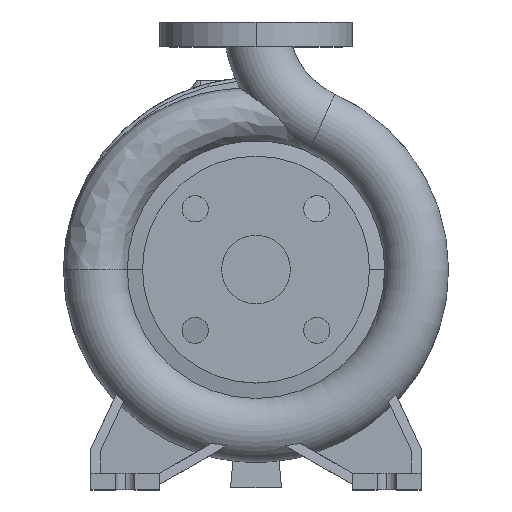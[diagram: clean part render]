
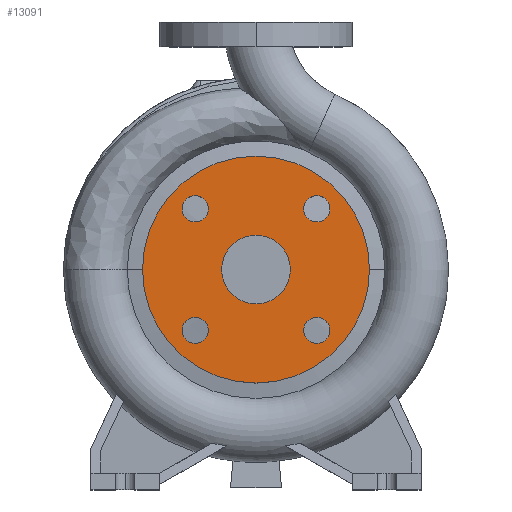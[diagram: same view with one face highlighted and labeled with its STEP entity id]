
A CAD part, top view. The second image highlights one B-rep face of the part: STEP entity #13091.
In plain terms, the highlighted planar face has unit normal (0, 0, 1).
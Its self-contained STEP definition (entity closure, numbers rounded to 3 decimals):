
#63 = CARTESIAN_POINT ( 'NONE',  ( -44.194, -44.194, 80. ) ) ;
#64 = AXIS2_PLACEMENT_3D ( 'NONE', #12368, #2849, #1876 ) ;
#127 = CARTESIAN_POINT ( 'NONE',  ( -25., 0., 80. ) ) ;
#142 = DIRECTION ( 'NONE',  ( 0., 0., 1. ) ) ;
#174 = AXIS2_PLACEMENT_3D ( 'NONE', #9926, #142, #2509 ) ;
#282 = AXIS2_PLACEMENT_3D ( 'NONE', #757, #12434, #5925 ) ;
#375 = AXIS2_PLACEMENT_3D ( 'NONE', #7820, #11036, #7543 ) ;
#379 = EDGE_LOOP ( 'NONE', ( #3163, #3256 ) ) ;
#621 = CARTESIAN_POINT ( 'NONE',  ( 82.5, 0., 80. ) ) ;
#747 = EDGE_CURVE ( 'NONE', #10205, #4663, #1266, .T. ) ;
#757 = CARTESIAN_POINT ( 'NONE',  ( 44.194, -44.194, 80. ) ) ;
#946 = DIRECTION ( 'NONE',  ( 0., 0., 1. ) ) ;
#980 = AXIS2_PLACEMENT_3D ( 'NONE', #8771, #1163, #12980 ) ;
#995 = ORIENTED_EDGE ( 'NONE', *, *, #13112, .F. ) ;
#1163 = DIRECTION ( 'NONE',  ( 0., 0., 1. ) ) ;
#1175 = CARTESIAN_POINT ( 'NONE',  ( -53.694, 44.194, 80. ) ) ;
#1266 = CIRCLE ( 'NONE', #375, 9.5 ) ;
#1478 = EDGE_CURVE ( 'NONE', #1727, #7417, #13565, .T. ) ;
#1662 = CARTESIAN_POINT ( 'NONE',  ( -34.694, -44.194, 80. ) ) ;
#1727 = VERTEX_POINT ( 'NONE', #127 ) ;
#1734 = PLANE ( 'NONE',  #10566 ) ;
#1759 = CARTESIAN_POINT ( 'NONE',  ( 53.694, 44.194, 80. ) ) ;
#1876 = DIRECTION ( 'NONE',  ( 1., 0., 0. ) ) ;
#1917 = VERTEX_POINT ( 'NONE', #12356 ) ;
#1984 = DIRECTION ( 'NONE',  ( 1., 0., 0. ) ) ;
#2071 = CIRCLE ( 'NONE', #4747, 82.5 ) ;
#2294 = CIRCLE ( 'NONE', #10338, 9.5 ) ;
#2509 = DIRECTION ( 'NONE',  ( 1., 0., 0. ) ) ;
#2785 = FACE_BOUND ( 'NONE', #379, .T. ) ;
#2849 = DIRECTION ( 'NONE',  ( 0., 0., 1. ) ) ;
#2973 = CARTESIAN_POINT ( 'NONE',  ( 44.194, -44.194, 80. ) ) ;
#3045 = ORIENTED_EDGE ( 'NONE', *, *, #747, .F. ) ;
#3163 = ORIENTED_EDGE ( 'NONE', *, *, #6047, .F. ) ;
#3187 = AXIS2_PLACEMENT_3D ( 'NONE', #11013, #10737, #5701 ) ;
#3256 = ORIENTED_EDGE ( 'NONE', *, *, #1478, .F. ) ;
#3522 = EDGE_LOOP ( 'NONE', ( #10385, #13627 ) ) ;
#3764 = FACE_OUTER_BOUND ( 'NONE', #3522, .T. ) ;
#3835 = CARTESIAN_POINT ( 'NONE',  ( 25., 0., 80. ) ) ;
#3899 = DIRECTION ( 'NONE',  ( 0., 0., -1. ) ) ;
#4016 = DIRECTION ( 'NONE',  ( 1., 0., 0. ) ) ;
#4203 = VERTEX_POINT ( 'NONE', #621 ) ;
#4248 = CIRCLE ( 'NONE', #12303, 82.5 ) ;
#4375 = CARTESIAN_POINT ( 'NONE',  ( 53.694, -44.194, 80. ) ) ;
#4453 = CARTESIAN_POINT ( 'NONE',  ( -34.694, 44.194, 80. ) ) ;
#4531 = ORIENTED_EDGE ( 'NONE', *, *, #8985, .F. ) ;
#4631 = ORIENTED_EDGE ( 'NONE', *, *, #7420, .F. ) ;
#4663 = VERTEX_POINT ( 'NONE', #10371 ) ;
#4747 = AXIS2_PLACEMENT_3D ( 'NONE', #7445, #13804, #1984 ) ;
#4748 = CARTESIAN_POINT ( 'NONE',  ( 44.194, 44.194, 80. ) ) ;
#4795 = CARTESIAN_POINT ( 'NONE',  ( 0., 0., 80. ) ) ;
#4874 = FACE_BOUND ( 'NONE', #6265, .T. ) ;
#4881 = DIRECTION ( 'NONE',  ( 0., 0., 1. ) ) ;
#5585 = CIRCLE ( 'NONE', #8260, 25. ) ;
#5644 = CIRCLE ( 'NONE', #3187, 9.5 ) ;
#5701 = DIRECTION ( 'NONE',  ( 1., 0., 0. ) ) ;
#5925 = DIRECTION ( 'NONE',  ( 1., 0., 0. ) ) ;
#6047 = EDGE_CURVE ( 'NONE', #7417, #1727, #5585, .T. ) ;
#6259 = CARTESIAN_POINT ( 'NONE',  ( 0., 0., 80. ) ) ;
#6265 = EDGE_LOOP ( 'NONE', ( #9596, #11538 ) ) ;
#6313 = CIRCLE ( 'NONE', #12567, 9.5 ) ;
#6453 = EDGE_LOOP ( 'NONE', ( #4631, #13815 ) ) ;
#6644 = ORIENTED_EDGE ( 'NONE', *, *, #13675, .F. ) ;
#6647 = CARTESIAN_POINT ( 'NONE',  ( 34.694, 44.194, 80. ) ) ;
#6690 = DIRECTION ( 'NONE',  ( 0., 0., 1. ) ) ;
#6853 = EDGE_CURVE ( 'NONE', #4203, #13512, #4248, .T. ) ;
#6919 = EDGE_LOOP ( 'NONE', ( #3045, #4531 ) ) ;
#7417 = VERTEX_POINT ( 'NONE', #3835 ) ;
#7420 = EDGE_CURVE ( 'NONE', #8194, #11815, #12091, .T. ) ;
#7445 = CARTESIAN_POINT ( 'NONE',  ( 0., 0., 80. ) ) ;
#7543 = DIRECTION ( 'NONE',  ( 1., 0., 0. ) ) ;
#7820 = CARTESIAN_POINT ( 'NONE',  ( -44.194, -44.194, 80. ) ) ;
#8020 = FACE_BOUND ( 'NONE', #6919, .T. ) ;
#8162 = DIRECTION ( 'NONE',  ( -1., 0., 0. ) ) ;
#8194 = VERTEX_POINT ( 'NONE', #1759 ) ;
#8260 = AXIS2_PLACEMENT_3D ( 'NONE', #6259, #946, #9472 ) ;
#8771 = CARTESIAN_POINT ( 'NONE',  ( -44.194, 44.194, 80. ) ) ;
#8985 = EDGE_CURVE ( 'NONE', #4663, #10205, #2294, .T. ) ;
#9206 = DIRECTION ( 'NONE',  ( 1., 0., 0. ) ) ;
#9472 = DIRECTION ( 'NONE',  ( 1., 0., 0. ) ) ;
#9596 = ORIENTED_EDGE ( 'NONE', *, *, #13359, .F. ) ;
#9733 = DIRECTION ( 'NONE',  ( 0., 0., 1. ) ) ;
#9873 = CIRCLE ( 'NONE', #980, 9.5 ) ;
#9926 = CARTESIAN_POINT ( 'NONE',  ( 0., 0., 80. ) ) ;
#10205 = VERTEX_POINT ( 'NONE', #1662 ) ;
#10338 = AXIS2_PLACEMENT_3D ( 'NONE', #63, #6690, #11935 ) ;
#10371 = CARTESIAN_POINT ( 'NONE',  ( -53.694, -44.194, 80. ) ) ;
#10385 = ORIENTED_EDGE ( 'NONE', *, *, #6853, .T. ) ;
#10545 = CIRCLE ( 'NONE', #282, 9.5 ) ;
#10566 = AXIS2_PLACEMENT_3D ( 'NONE', #12296, #3899, #8162 ) ;
#10737 = DIRECTION ( 'NONE',  ( 0., 0., 1. ) ) ;
#11009 = VERTEX_POINT ( 'NONE', #4453 ) ;
#11013 = CARTESIAN_POINT ( 'NONE',  ( 44.194, 44.194, 80. ) ) ;
#11032 = VERTEX_POINT ( 'NONE', #1175 ) ;
#11036 = DIRECTION ( 'NONE',  ( 0., 0., 1. ) ) ;
#11538 = ORIENTED_EDGE ( 'NONE', *, *, #13152, .F. ) ;
#11815 = VERTEX_POINT ( 'NONE', #6647 ) ;
#11935 = DIRECTION ( 'NONE',  ( 1., 0., 0. ) ) ;
#12091 = CIRCLE ( 'NONE', #12099, 9.5 ) ;
#12099 = AXIS2_PLACEMENT_3D ( 'NONE', #4748, #4881, #9206 ) ;
#12207 = EDGE_CURVE ( 'NONE', #11815, #8194, #5644, .T. ) ;
#12261 = VERTEX_POINT ( 'NONE', #4375 ) ;
#12296 = CARTESIAN_POINT ( 'NONE',  ( 0., 82.5, 80. ) ) ;
#12303 = AXIS2_PLACEMENT_3D ( 'NONE', #4795, #9733, #13157 ) ;
#12356 = CARTESIAN_POINT ( 'NONE',  ( 34.694, -44.194, 80. ) ) ;
#12368 = CARTESIAN_POINT ( 'NONE',  ( -44.194, 44.194, 80. ) ) ;
#12434 = DIRECTION ( 'NONE',  ( 0., 0., 1. ) ) ;
#12567 = AXIS2_PLACEMENT_3D ( 'NONE', #2973, #13598, #4016 ) ;
#12980 = DIRECTION ( 'NONE',  ( 1., 0., 0. ) ) ;
#13003 = CIRCLE ( 'NONE', #64, 9.5 ) ;
#13028 = EDGE_LOOP ( 'NONE', ( #995, #6644 ) ) ;
#13091 = ADVANCED_FACE ( 'NONE', ( #13340, #4874, #2785, #3764, #13547, #8020 ), #1734, .F. ) ;
#13112 = EDGE_CURVE ( 'NONE', #12261, #1917, #10545, .T. ) ;
#13152 = EDGE_CURVE ( 'NONE', #11032, #11009, #13003, .T. ) ;
#13157 = DIRECTION ( 'NONE',  ( 1., 0., 0. ) ) ;
#13340 = FACE_BOUND ( 'NONE', #13028, .T. ) ;
#13359 = EDGE_CURVE ( 'NONE', #11009, #11032, #9873, .T. ) ;
#13512 = VERTEX_POINT ( 'NONE', #13533 ) ;
#13533 = CARTESIAN_POINT ( 'NONE',  ( -82.5, 0., 80. ) ) ;
#13547 = FACE_BOUND ( 'NONE', #6453, .T. ) ;
#13565 = CIRCLE ( 'NONE', #174, 25. ) ;
#13591 = EDGE_CURVE ( 'NONE', #13512, #4203, #2071, .T. ) ;
#13598 = DIRECTION ( 'NONE',  ( 0., 0., 1. ) ) ;
#13627 = ORIENTED_EDGE ( 'NONE', *, *, #13591, .T. ) ;
#13675 = EDGE_CURVE ( 'NONE', #1917, #12261, #6313, .T. ) ;
#13804 = DIRECTION ( 'NONE',  ( 0., 0., 1. ) ) ;
#13815 = ORIENTED_EDGE ( 'NONE', *, *, #12207, .F. ) ;
